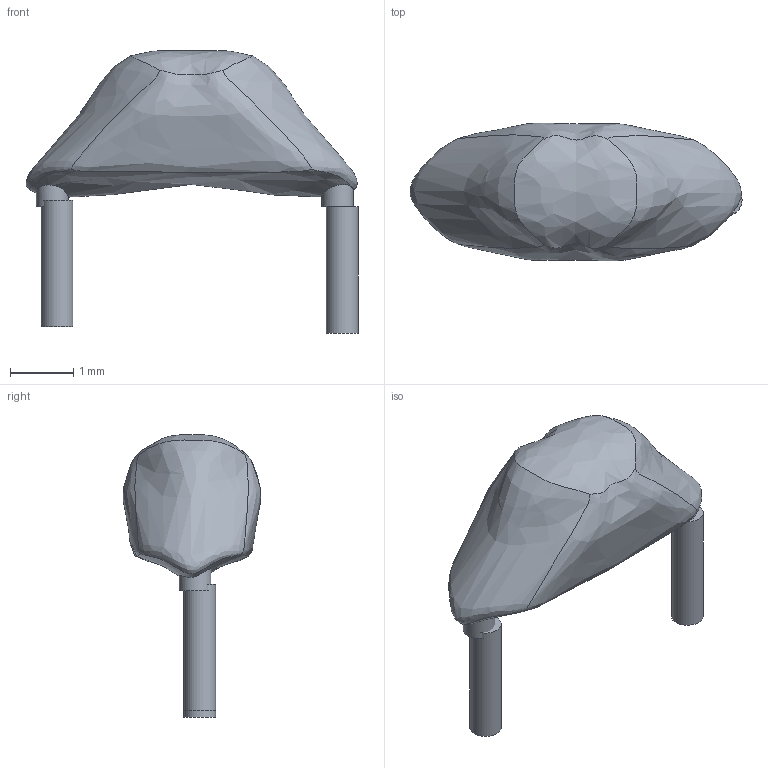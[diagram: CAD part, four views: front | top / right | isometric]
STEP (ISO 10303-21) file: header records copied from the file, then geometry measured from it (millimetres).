
FILE_DESCRIPTION(/* description */ (''),/* implementation_level */ '2;1');
FILE_NAME(/* name */ 'Keramica.step',/* time_stamp */ '2021-05-27T23:56:06+03:00',/* author */ (''),/* organization */ (''),/* preprocessor_version */ 'ST-DEVELOPER v18.1',/* originating_system */ 'Autodesk Translation Framework v10.9.0.1377',/* authorisation */ '');
FILE_SCHEMA (('AUTOMOTIVE_DESIGN { 1 0 10303 214 3 1 1 }'));
Length unit declared in the file: millimetre
Products named in the file (1): (Unsaved)
Bounding box: 5.24 x 2.18 x 4.46 mm (x, y, z)
Volume: 13.2 mm3; surface area: 38.4 mm2
Topology: 3 solids, 3 shells, 16 faces, 26 edges, 18 vertices
Faces by surface type: plane 6, bspline 6, cylinder 4
Full cylindrical faces by diameter (mm): 0.5 x4
Entity records: 1959 total; most frequent: CARTESIAN_POINT 1653, ORIENTED_EDGE 52, DIRECTION 38, EDGE_CURVE 26, EDGE_LOOP 18, VERTEX_POINT 18, AXIS2_PLACEMENT_3D 17, FACE_OUTER_BOUND 16
